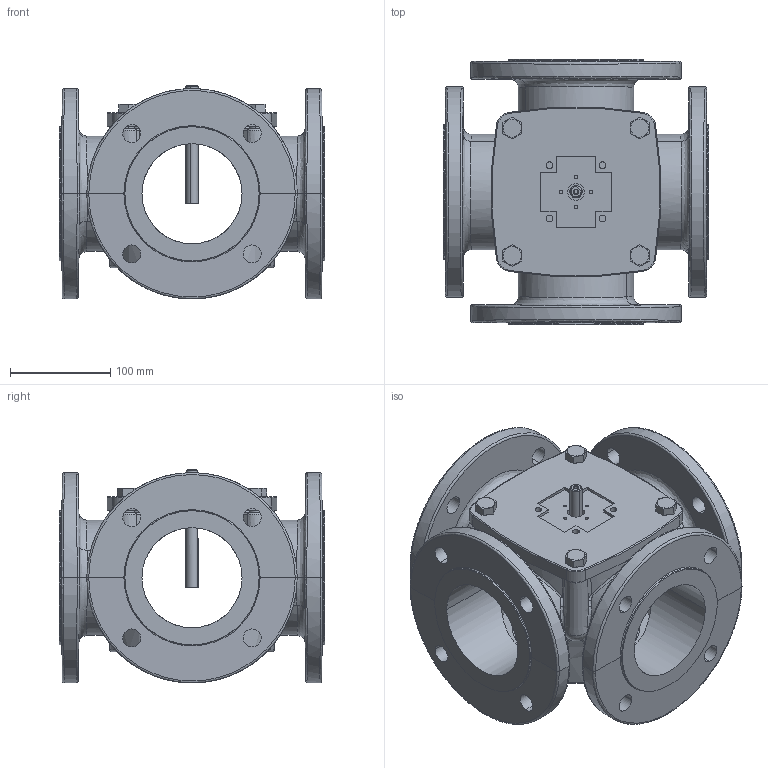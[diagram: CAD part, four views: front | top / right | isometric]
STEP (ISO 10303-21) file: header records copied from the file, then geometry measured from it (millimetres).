
FILE_DESCRIPTION(('CATIA V5 STEP'),'2;1');
FILE_NAME('4F100.stp','2013-02-27T13:31:48+00:00',('none'),('none'),'CATIA Version 5 Release 20 SP 6 (IN-10)','CATIA V5 STEP AP203','none');
FILE_SCHEMA(('CONFIG_CONTROL_DESIGN'));
Length unit declared in the file: millimetre
Products named in the file (1): 4F100
Assembly tree (7 placements, depth 2):
  4F100
    #58
    #22402
    #26011  x4
    #26608
Bounding box: 265 x 265 x 213.49 mm (x, y, z)
Volume: 3100204.1 mm3; surface area: 587702.6 mm2
Topology: 7 solids, 7 shells, 545 faces, 1278 edges, 745 vertices
Faces by surface type: cylinder 169, plane 145, bspline 132, cone 48, sphere 33, torus 18
Entity records: 27080 total; most frequent: CARTESIAN_POINT 17778, ORIENTED_EDGE 2242, DIRECTION 1136, EDGE_CURVE 1121, VERTEX_POINT 667, EDGE_LOOP 570, AXIS2_PLACEMENT_3D 557, B_SPLINE_CURVE_WITH_KNOTS 547
